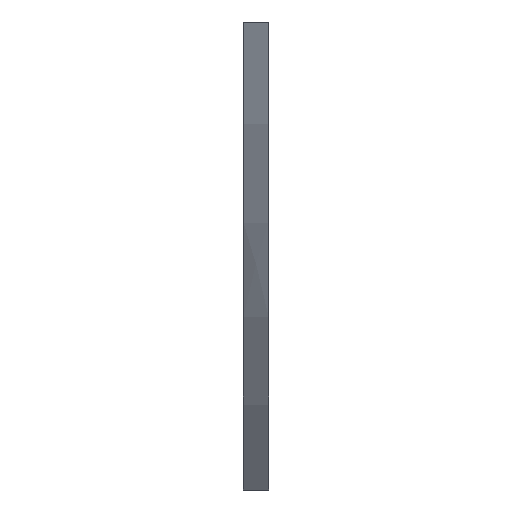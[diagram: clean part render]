
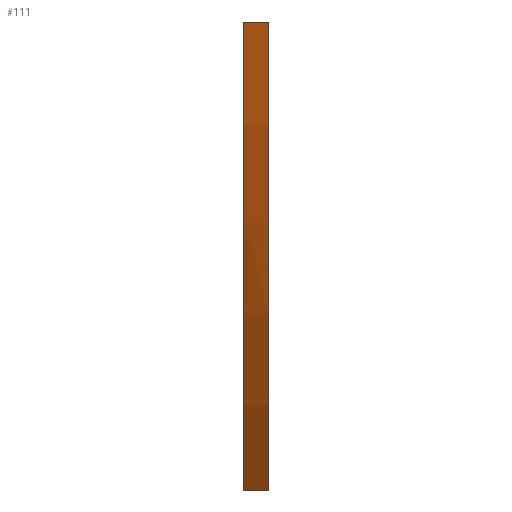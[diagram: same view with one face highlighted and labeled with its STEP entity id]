
A CAD part, front view. The second image highlights one B-rep face of the part: STEP entity #111.
In plain terms, the highlighted face is a extrusion surface.
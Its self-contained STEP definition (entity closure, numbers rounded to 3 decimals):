
#53=CARTESIAN_POINT('Control Point',(0.,-50.,0.)) ;
#54=CARTESIAN_POINT('Control Point',(0.,-44.945,-14.063)) ;
#55=CARTESIAN_POINT('Control Point',(0.,-39.346,-27.819)) ;
#56=CARTESIAN_POINT('Control Point',(0.,-33.203,-41.267)) ;
#57=CARTESIAN_POINT('Control Point',(0.,-19.639,-67.926)) ;
#58=CARTESIAN_POINT('Control Point',(0.,-3.837,-93.321)) ;
#59=CARTESIAN_POINT('Control Point',(0.,4.751,-105.872)) ;
#60=CARTESIAN_POINT('Control Point',(0.,13.915,-118.099)) ;
#61=CARTESIAN_POINT('Control Point',(0.,23.653,-130.)) ;
#65=CARTESIAN_POINT('Line Origine',(3.5,-50.,0.)) ;
#69=CARTESIAN_POINT('Vertex',(0.,-50.,0.)) ;
#71=CARTESIAN_POINT('Vertex',(7.,-50.,0.)) ;
#75=CARTESIAN_POINT('Control Point',(0.,-50.,0.)) ;
#76=CARTESIAN_POINT('Control Point',(0.,-44.945,-14.063)) ;
#77=CARTESIAN_POINT('Control Point',(0.,-39.346,-27.819)) ;
#78=CARTESIAN_POINT('Control Point',(0.,-33.203,-41.267)) ;
#79=CARTESIAN_POINT('Control Point',(0.,-19.639,-67.926)) ;
#80=CARTESIAN_POINT('Control Point',(0.,-3.837,-93.321)) ;
#81=CARTESIAN_POINT('Control Point',(0.,4.751,-105.872)) ;
#82=CARTESIAN_POINT('Control Point',(0.,13.915,-118.099)) ;
#83=CARTESIAN_POINT('Control Point',(0.,23.653,-130.)) ;
#84=CARTESIAN_POINT('Vertex',(0.,23.653,-130.)) ;
#87=CARTESIAN_POINT('Line Origine',(3.5,23.653,-130.)) ;
#91=CARTESIAN_POINT('Vertex',(7.,23.653,-130.)) ;
#95=CARTESIAN_POINT('Control Point',(7.,-50.,0.)) ;
#96=CARTESIAN_POINT('Control Point',(7.,-44.945,-14.063)) ;
#97=CARTESIAN_POINT('Control Point',(7.,-39.346,-27.819)) ;
#98=CARTESIAN_POINT('Control Point',(7.,-33.203,-41.267)) ;
#99=CARTESIAN_POINT('Control Point',(7.,-19.639,-67.926)) ;
#100=CARTESIAN_POINT('Control Point',(7.,-3.837,-93.321)) ;
#101=CARTESIAN_POINT('Control Point',(7.,4.751,-105.872)) ;
#102=CARTESIAN_POINT('Control Point',(7.,13.915,-118.099)) ;
#103=CARTESIAN_POINT('Control Point',(7.,23.653,-130.)) ;
#62=DIRECTION('Vector Direction',(1.,0.,0.)) ;
#66=DIRECTION('Vector Direction',(1.,0.,0.)) ;
#88=DIRECTION('Vector Direction',(1.,0.,0.)) ;
#106=ORIENTED_EDGE('',*,*,#73,.F.) ;
#107=ORIENTED_EDGE('',*,*,#86,.T.) ;
#108=ORIENTED_EDGE('',*,*,#93,.T.) ;
#109=ORIENTED_EDGE('',*,*,#104,.F.) ;
#63=VECTOR('Extrusion Surface Vector',#62,1.) ;
#67=VECTOR('Line Direction',#66,1.) ;
#89=VECTOR('Line Direction',#88,1.) ;
#111=ADVANCED_FACE('PartBody',(#110),#64,.T.) ;
#52=B_SPLINE_CURVE_WITH_KNOTS('',5,(#53,#54,#55,#56,#57,#58,#59,#60,#61),.UNSPECIFIED.,.F.,.U.,(6,3,6),(0.,73.924,149.966),.UNSPECIFIED.) ;
#74=B_SPLINE_CURVE_WITH_KNOTS('',5,(#75,#76,#77,#78,#79,#80,#81,#82,#83),.UNSPECIFIED.,.F.,.U.,(6,3,6),(0.,73.924,149.966),.UNSPECIFIED.) ;
#94=B_SPLINE_CURVE_WITH_KNOTS('',5,(#95,#96,#97,#98,#99,#100,#101,#102,#103),.UNSPECIFIED.,.F.,.U.,(6,3,6),(0.,73.924,149.966),.UNSPECIFIED.) ;
#73=EDGE_CURVE('',#70,#72,#68,.T.) ;
#86=EDGE_CURVE('',#70,#85,#74,.T.) ;
#93=EDGE_CURVE('',#85,#92,#90,.T.) ;
#104=EDGE_CURVE('',#72,#92,#94,.T.) ;
#105=EDGE_LOOP('',(#106,#107,#108,#109)) ;
#110=FACE_OUTER_BOUND('',#105,.T.) ;
#68=LINE('Line',#65,#67) ;
#90=LINE('Line',#87,#89) ;
#64=SURFACE_OF_LINEAR_EXTRUSION('generated tabulated cylinder',#52,#63) ;
#70=VERTEX_POINT('',#69) ;
#72=VERTEX_POINT('',#71) ;
#85=VERTEX_POINT('',#84) ;
#92=VERTEX_POINT('',#91) ;
